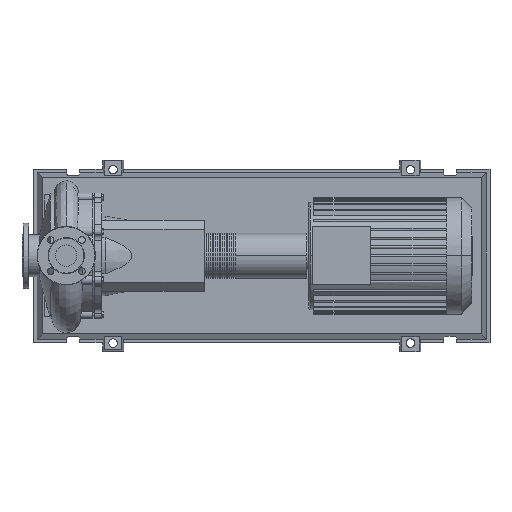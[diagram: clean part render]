
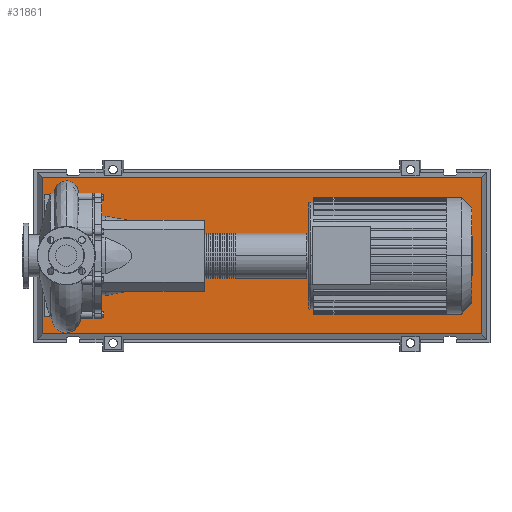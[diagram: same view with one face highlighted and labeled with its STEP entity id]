
A CAD part, top view. The second image highlights one B-rep face of the part: STEP entity #31861.
In plain terms, the highlighted planar face has unit normal (0, 0, 1).
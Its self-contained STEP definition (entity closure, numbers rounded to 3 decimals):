
#31542=CARTESIAN_POINT('',(1172.971,-220.471,103.0));
#31543=VERTEX_POINT('',#31542);
#31550=CARTESIAN_POINT('',(-67.971,-220.471,103.0));
#31551=VERTEX_POINT('',#31550);
#31552=CARTESIAN_POINT('',(1172.971,-220.471,103.0));
#31553=DIRECTION('',(-1.0,0.0,0.0));
#31554=VECTOR('',#31553,1240.941);
#31555=LINE('',#31552,#31554);
#31556=EDGE_CURVE('',#31543,#31551,#31555,.T.);
#31774=CARTESIAN_POINT('',(1172.971,220.471,103.0));
#31775=VERTEX_POINT('',#31774);
#31776=CARTESIAN_POINT('',(1172.971,220.471,103.0));
#31777=DIRECTION('',(0.0,-1.0,0.0));
#31778=VECTOR('',#31777,440.941);
#31779=LINE('',#31776,#31778);
#31780=EDGE_CURVE('',#31775,#31543,#31779,.T.);
#31798=CARTESIAN_POINT('',(-67.971,220.471,103.0));
#31799=VERTEX_POINT('',#31798);
#31800=CARTESIAN_POINT('',(-67.971,-220.471,103.0));
#31801=DIRECTION('',(0.0,1.0,0.0));
#31802=VECTOR('',#31801,440.941);
#31803=LINE('',#31800,#31802);
#31804=EDGE_CURVE('',#31551,#31799,#31803,.T.);
#31837=CARTESIAN_POINT('',(-67.971,220.471,103.0));
#31838=DIRECTION('',(1.0,0.0,0.0));
#31839=VECTOR('',#31838,1240.941);
#31840=LINE('',#31837,#31839);
#31841=EDGE_CURVE('',#31799,#31775,#31840,.T.);
#31850=CARTESIAN_POINT('',(552.5,0.,103.0));
#31851=DIRECTION('',(0.0,0.0,1.0));
#31852=DIRECTION('',(1.0,0.0,0.0));
#31853=AXIS2_PLACEMENT_3D('',#31850,#31851,#31852);
#31854=PLANE('',#31853);
#31855=ORIENTED_EDGE('',*,*,#31780,.F.);
#31856=ORIENTED_EDGE('',*,*,#31841,.F.);
#31857=ORIENTED_EDGE('',*,*,#31804,.F.);
#31858=ORIENTED_EDGE('',*,*,#31556,.F.);
#31859=EDGE_LOOP('',(#31855,#31856,#31857,#31858));
#31860=FACE_OUTER_BOUND('',#31859,.T.);
#31861=ADVANCED_FACE('',(#31860),#31854,.T.);
